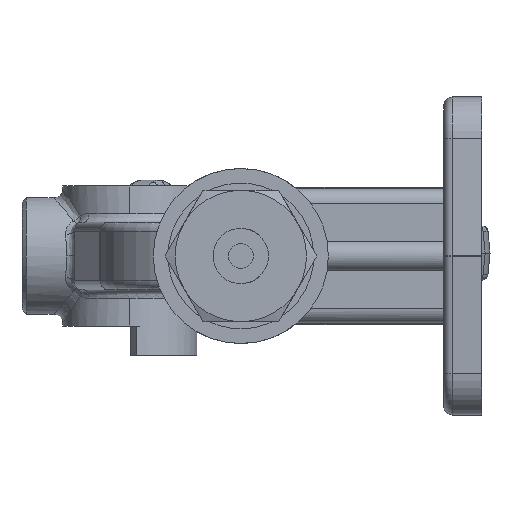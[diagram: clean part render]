
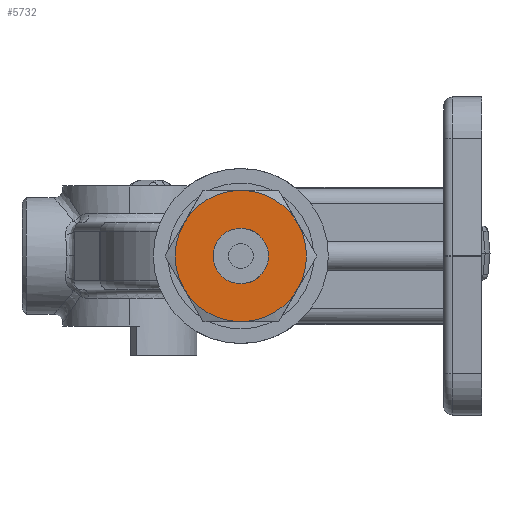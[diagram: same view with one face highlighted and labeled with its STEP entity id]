
A CAD part, left-side view. The second image highlights one B-rep face of the part: STEP entity #5732.
In plain terms, the highlighted planar face has unit normal (-1, 0, 0).
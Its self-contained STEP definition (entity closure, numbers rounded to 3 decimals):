
#77 = CARTESIAN_POINT ( 'NONE',  ( -106., 82.5, 0. ) ) ;
#469 = ORIENTED_EDGE ( 'NONE', *, *, #2395, .F. ) ;
#1441 = CARTESIAN_POINT ( 'NONE',  ( -106., 92., 0. ) ) ;
#1566 = AXIS2_PLACEMENT_3D ( 'NONE', #9402, #25683, #11730 ) ;
#1712 = DIRECTION ( 'NONE',  ( 0., 0., 1. ) ) ;
#2395 = EDGE_CURVE ( 'NONE', #8937, #9067, #28408, .T. ) ;
#2398 = DIRECTION ( 'NONE',  ( 0., 0., 1. ) ) ;
#2838 = AXIS2_PLACEMENT_3D ( 'NONE', #4962, #21174, #7251 ) ;
#2845 = EDGE_LOOP ( 'NONE', ( #18566, #9616, #15479, #24103, #20665, #14925 ) ) ;
#3216 = CARTESIAN_POINT ( 'NONE',  ( -106., 82.5, 0. ) ) ;
#3846 = CIRCLE ( 'NONE', #1566, 22.5 ) ;
#4384 = CARTESIAN_POINT ( 'NONE',  ( -106., 82.5, -9.5 ) ) ;
#4610 = VERTEX_POINT ( 'NONE', #14089 ) ;
#4962 = CARTESIAN_POINT ( 'NONE',  ( -106., 82.5, 0. ) ) ;
#5215 = CIRCLE ( 'NONE', #2838, 9.5 ) ;
#5532 = DIRECTION ( 'NONE',  ( 0., 0., 1. ) ) ;
#5732 = ADVANCED_FACE ( 'NONE', ( #15469, #13997 ), #15392, .F. ) ;
#6211 = DIRECTION ( 'NONE',  ( 0., 0., -1. ) ) ;
#6425 = EDGE_LOOP ( 'NONE', ( #469, #10044 ) ) ;
#6970 = AXIS2_PLACEMENT_3D ( 'NONE', #77, #16261, #2398 ) ;
#7161 = CARTESIAN_POINT ( 'NONE',  ( -106., 82.5, 0. ) ) ;
#7251 = DIRECTION ( 'NONE',  ( 0., 0., 1. ) ) ;
#7442 = EDGE_CURVE ( 'NONE', #8841, #4610, #25231, .T. ) ;
#7510 = CARTESIAN_POINT ( 'NONE',  ( -106., 82.5, 0. ) ) ;
#8397 = VERTEX_POINT ( 'NONE', #24169 ) ;
#8841 = VERTEX_POINT ( 'NONE', #17126 ) ;
#8937 = VERTEX_POINT ( 'NONE', #19776 ) ;
#9067 = VERTEX_POINT ( 'NONE', #4384 ) ;
#9138 = DIRECTION ( 'NONE',  ( -1., 0., 0. ) ) ;
#9173 = EDGE_CURVE ( 'NONE', #9067, #8937, #5215, .T. ) ;
#9402 = CARTESIAN_POINT ( 'NONE',  ( -106., 82.5, 0. ) ) ;
#9476 = DIRECTION ( 'NONE',  ( 0., 0., 1. ) ) ;
#9616 = ORIENTED_EDGE ( 'NONE', *, *, #24001, .T. ) ;
#9692 = CARTESIAN_POINT ( 'NONE',  ( -106., 101.986, 11.25 ) ) ;
#9817 = DIRECTION ( 'NONE',  ( 0., 0., 1. ) ) ;
#10044 = ORIENTED_EDGE ( 'NONE', *, *, #9173, .F. ) ;
#10654 = CIRCLE ( 'NONE', #27391, 22.5 ) ;
#11730 = DIRECTION ( 'NONE',  ( 0., 0., 1. ) ) ;
#12256 = EDGE_CURVE ( 'NONE', #20748, #28297, #14103, .T. ) ;
#12835 = AXIS2_PLACEMENT_3D ( 'NONE', #7510, #23744, #9817 ) ;
#13313 = AXIS2_PLACEMENT_3D ( 'NONE', #3216, #19432, #5532 ) ;
#13608 = EDGE_CURVE ( 'NONE', #4610, #20748, #27936, .T. ) ;
#13997 = FACE_OUTER_BOUND ( 'NONE', #2845, .T. ) ;
#14089 = CARTESIAN_POINT ( 'NONE',  ( -106., 63.014, 11.25 ) ) ;
#14103 = CIRCLE ( 'NONE', #12835, 22.5 ) ;
#14925 = ORIENTED_EDGE ( 'NONE', *, *, #13608, .T. ) ;
#14982 = EDGE_CURVE ( 'NONE', #15289, #8841, #23131, .T. ) ;
#15289 = VERTEX_POINT ( 'NONE', #21715 ) ;
#15392 = PLANE ( 'NONE',  #20248 ) ;
#15469 = FACE_BOUND ( 'NONE', #6425, .T. ) ;
#15479 = ORIENTED_EDGE ( 'NONE', *, *, #17131, .T. ) ;
#15569 = DIRECTION ( 'NONE',  ( -1., 0., 0. ) ) ;
#16261 = DIRECTION ( 'NONE',  ( -1., 0., 0. ) ) ;
#16807 = AXIS2_PLACEMENT_3D ( 'NONE', #23047, #9138, #25404 ) ;
#17126 = CARTESIAN_POINT ( 'NONE',  ( -106., 63.014, -11.25 ) ) ;
#17131 = EDGE_CURVE ( 'NONE', #8397, #15289, #10654, .T. ) ;
#18566 = ORIENTED_EDGE ( 'NONE', *, *, #12256, .T. ) ;
#19432 = DIRECTION ( 'NONE',  ( -1., 0., 0. ) ) ;
#19776 = CARTESIAN_POINT ( 'NONE',  ( -106., 82.5, 9.5 ) ) ;
#20125 = DIRECTION ( 'NONE',  ( 1., 0., 0. ) ) ;
#20248 = AXIS2_PLACEMENT_3D ( 'NONE', #1441, #20125, #6211 ) ;
#20665 = ORIENTED_EDGE ( 'NONE', *, *, #7442, .T. ) ;
#20748 = VERTEX_POINT ( 'NONE', #25981 ) ;
#21174 = DIRECTION ( 'NONE',  ( -1., 0., 0. ) ) ;
#21715 = CARTESIAN_POINT ( 'NONE',  ( -106., 82.5, -22.5 ) ) ;
#23047 = CARTESIAN_POINT ( 'NONE',  ( -106., 82.5, 0. ) ) ;
#23131 = CIRCLE ( 'NONE', #13313, 22.5 ) ;
#23398 = DIRECTION ( 'NONE',  ( -1., 0., 0. ) ) ;
#23744 = DIRECTION ( 'NONE',  ( -1., 0., 0. ) ) ;
#24001 = EDGE_CURVE ( 'NONE', #28297, #8397, #3846, .T. ) ;
#24103 = ORIENTED_EDGE ( 'NONE', *, *, #14982, .T. ) ;
#24169 = CARTESIAN_POINT ( 'NONE',  ( -106., 101.986, -11.25 ) ) ;
#25231 = CIRCLE ( 'NONE', #28606, 22.5 ) ;
#25404 = DIRECTION ( 'NONE',  ( 0., 0., 1. ) ) ;
#25683 = DIRECTION ( 'NONE',  ( -1., 0., 0. ) ) ;
#25981 = CARTESIAN_POINT ( 'NONE',  ( -106., 82.5, 22.5 ) ) ;
#27391 = AXIS2_PLACEMENT_3D ( 'NONE', #29472, #15569, #1712 ) ;
#27936 = CIRCLE ( 'NONE', #16807, 22.5 ) ;
#28297 = VERTEX_POINT ( 'NONE', #9692 ) ;
#28408 = CIRCLE ( 'NONE', #6970, 9.5 ) ;
#28606 = AXIS2_PLACEMENT_3D ( 'NONE', #7161, #23398, #9476 ) ;
#29472 = CARTESIAN_POINT ( 'NONE',  ( -106., 82.5, 0. ) ) ;
